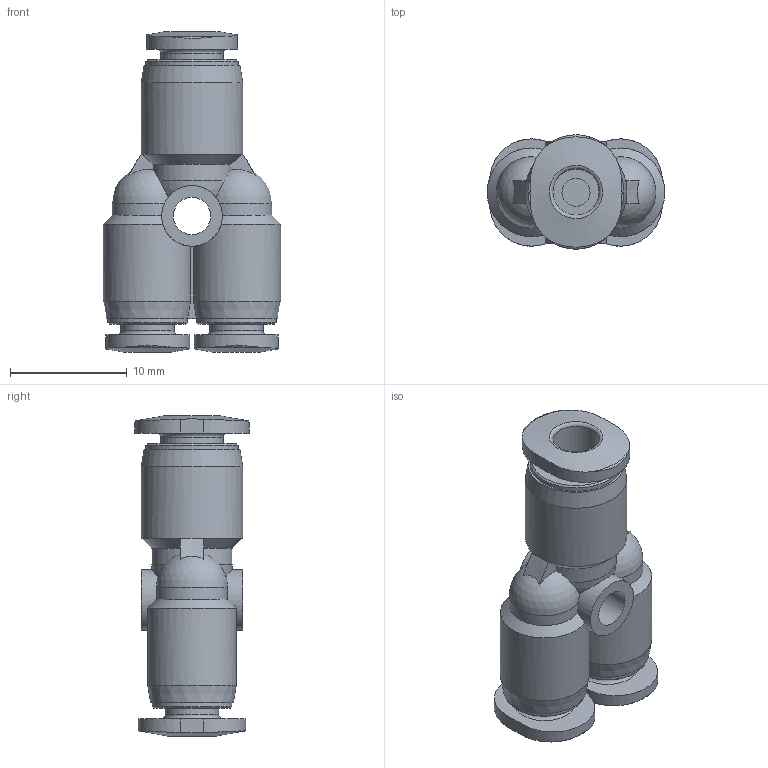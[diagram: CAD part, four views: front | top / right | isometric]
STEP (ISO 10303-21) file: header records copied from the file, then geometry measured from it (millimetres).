
FILE_DESCRIPTION(/* description */ ('STEP AP214'),/* implementation_level */ '2;1');
FILE_NAME(/* name */ '572301_QBMY-5_32T-1_8-U',/* time_stamp */ '2024-09-14T03:44:24+02:00',/* author */ ('License CC BY-ND 4.0'),/* organization */ ('CADENAS'),/* preprocessor_version */ 'ST-DEVELOPER v19.3',/* originating_system */ 'PARTsolutions',/* authorisation */ ' ');
FILE_SCHEMA (('AUTOMOTIVE_DESIGN {1 0 10303 214 3 1 1}'));
Length unit declared in the file: millimetre
Products named in the file (1): 572301 QBMY-5/32T-1/8-U
Bounding box: 15.2 x 9.8 x 27.5 mm (x, y, z)
Volume: 1557.5 mm3; surface area: 1819.5 mm2
Topology: 1 solids, 1 shells, 91 faces, 217 edges, 140 vertices
Faces by surface type: plane 32, cylinder 30, cone 13, torus 12, sphere 4
Full cylindrical faces by diameter (mm): 2.4 x3, 3.175 x2, 3.2 x1, 3.969 x1, 4.575 x2, 5.2 x2, 5.369 x1, 6.8 x2, 7.9 x1, 8.7 x1
Entity records: 3202 total; most frequent: CARTESIAN_POINT 616, DIRECTION 390, ORIENTED_EDGE 366, EDGE_CURVE 183, AXIS2_PLACEMENT_3D 177, VERTEX_POINT 135, EDGE_LOOP 134, FACE_BOUND 134
